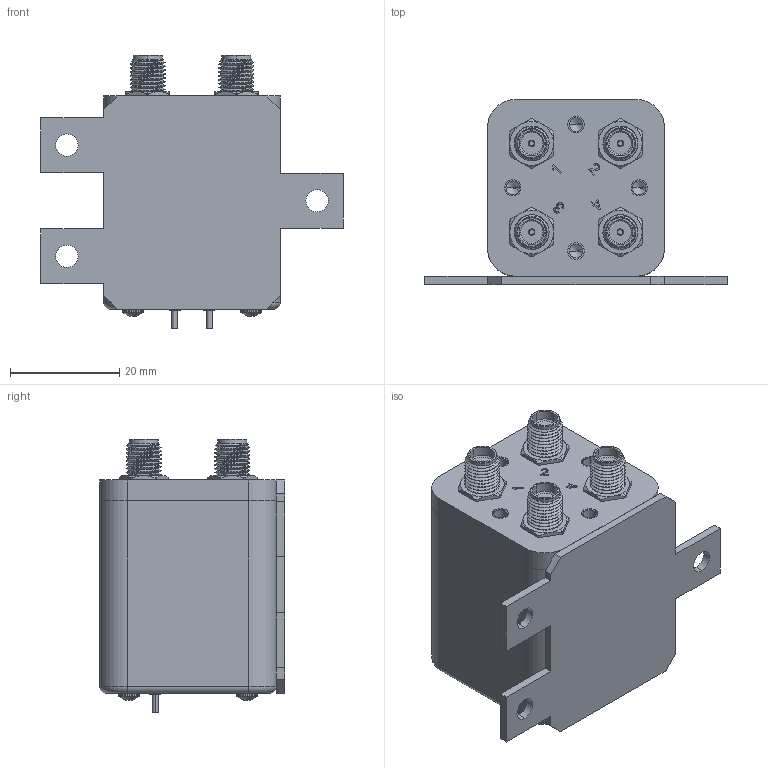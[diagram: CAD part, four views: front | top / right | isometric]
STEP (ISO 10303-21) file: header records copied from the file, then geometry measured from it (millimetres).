
FILE_DESCRIPTION (( 'STEP AP203' ), '1' );
FILE_NAME ('PE71S6066.step', '2018-12-24T17:31:06', ( '' ), ( '' ), 'SwSTEP 2.0', 'SolidWorks 2017', '' );
FILE_SCHEMA (( 'CONFIG_CONTROL_DESIGN' ));
Products named in the file (1): PE71S6066
Bounding box: 55.3 x 33.85 x 49.9 mm (x, y, z)
Volume: 42810.7 mm3; surface area: 11428.5 mm2
Topology: 2 solids, 2 shells, 918 faces, 2378 edges, 1552 vertices
Faces by surface type: plane 441, bspline 235, cylinder 174, cone 56, torus 12
Entity records: 44877 total; most frequent: CARTESIAN_POINT 24368, ORIENTED_EDGE 4740, DIRECTION 3340, EDGE_CURVE 2370, VERTEX_POINT 1552, VECTOR 1356, LINE 1356, EDGE_LOOP 1020
